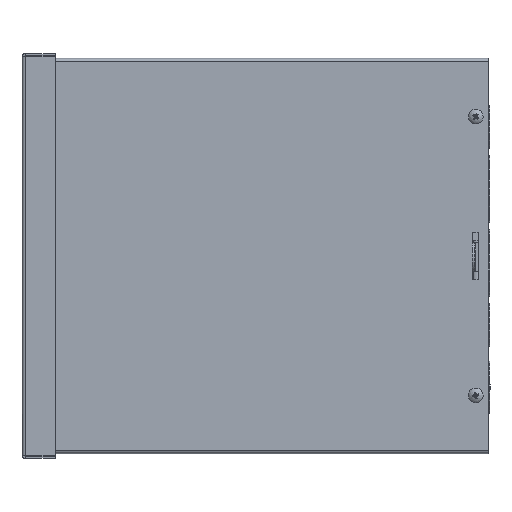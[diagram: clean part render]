
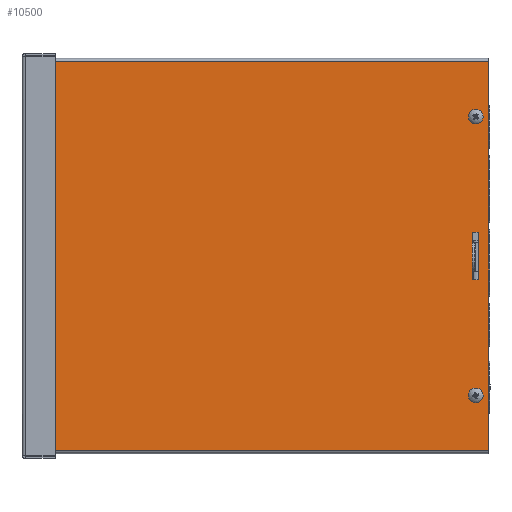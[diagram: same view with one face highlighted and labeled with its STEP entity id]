
A CAD part, front view. The second image highlights one B-rep face of the part: STEP entity #10500.
In plain terms, the highlighted face is planar.
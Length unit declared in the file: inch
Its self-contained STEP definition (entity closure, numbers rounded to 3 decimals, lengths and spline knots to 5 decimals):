
#9752=CARTESIAN_POINT('',(-0.172,2.656,0.062));
#9753=VERTEX_POINT('',#9752);
#9754=CARTESIAN_POINT('',(-0.3285,2.656,0.062));
#9755=DIRECTION('',(0.0,0.0,-1.0));
#9756=DIRECTION('',(-1.0,0.0,0.0));
#9757=AXIS2_PLACEMENT_3D('',#9754,#9755,#9756);
#9758=CIRCLE('',#9757,0.1565);
#9759=EDGE_CURVE('',#9753,#9753,#9758,.T.);
#9780=CARTESIAN_POINT('',(-7.485,2.656,0.062));
#9781=VERTEX_POINT('',#9780);
#9782=CARTESIAN_POINT('',(-7.6415,2.656,0.062));
#9783=DIRECTION('',(0.0,0.0,-1.0));
#9784=DIRECTION('',(-1.0,0.0,0.0));
#9785=AXIS2_PLACEMENT_3D('',#9782,#9783,#9784);
#9786=CIRCLE('',#9785,0.1565);
#9787=EDGE_CURVE('',#9781,#9781,#9786,.T.);
#9808=CARTESIAN_POINT('',(-0.172,-8.656,0.062));
#9809=VERTEX_POINT('',#9808);
#9810=CARTESIAN_POINT('',(-0.3285,-8.656,0.062));
#9811=DIRECTION('',(0.0,0.0,-1.0));
#9812=DIRECTION('',(-1.0,0.0,0.0));
#9813=AXIS2_PLACEMENT_3D('',#9810,#9811,#9812);
#9814=CIRCLE('',#9813,0.1565);
#9815=EDGE_CURVE('',#9809,#9809,#9814,.T.);
#9836=CARTESIAN_POINT('',(-7.485,-8.656,0.062));
#9837=VERTEX_POINT('',#9836);
#9838=CARTESIAN_POINT('',(-7.6415,-8.656,0.062));
#9839=DIRECTION('',(0.0,0.0,-1.0));
#9840=DIRECTION('',(-1.0,0.0,0.0));
#9841=AXIS2_PLACEMENT_3D('',#9838,#9839,#9840);
#9842=CIRCLE('',#9841,0.1565);
#9843=EDGE_CURVE('',#9837,#9837,#9842,.T.);
#9853=CARTESIAN_POINT('',(-4.6095,-8.56588,0.062));
#9854=VERTEX_POINT('',#9853);
#9855=CARTESIAN_POINT('',(-3.3595,-8.56588,0.062));
#9856=VERTEX_POINT('',#9855);
#9857=CARTESIAN_POINT('',(-4.6095,-8.56588,0.062));
#9858=DIRECTION('',(1.0,0.0,0.0));
#9859=VECTOR('',#9858,1.25);
#9860=LINE('',#9857,#9859);
#9861=EDGE_CURVE('',#9854,#9856,#9860,.T.);
#9893=CARTESIAN_POINT('',(-4.6095,-8.72213,0.062));
#9894=VERTEX_POINT('',#9893);
#9895=CARTESIAN_POINT('',(-4.6095,-8.72213,0.062));
#9896=DIRECTION('',(0.0,1.0,0.0));
#9897=VECTOR('',#9896,0.15625);
#9898=LINE('',#9895,#9897);
#9899=EDGE_CURVE('',#9894,#9854,#9898,.T.);
#9924=CARTESIAN_POINT('',(-3.3595,-8.72213,0.062));
#9925=VERTEX_POINT('',#9924);
#9926=CARTESIAN_POINT('',(-3.3595,-8.72213,0.062));
#9927=DIRECTION('',(-1.0,0.0,0.0));
#9928=VECTOR('',#9927,1.25);
#9929=LINE('',#9926,#9928);
#9930=EDGE_CURVE('',#9925,#9894,#9929,.T.);
#9962=CARTESIAN_POINT('',(-3.3595,-8.56588,0.062));
#9963=DIRECTION('',(0.0,-1.0,0.0));
#9964=VECTOR('',#9963,0.15625);
#9965=LINE('',#9962,#9964);
#9966=EDGE_CURVE('',#9856,#9925,#9965,.T.);
#9987=CARTESIAN_POINT('',(1.10925,3.,0.062));
#9988=VERTEX_POINT('',#9987);
#9996=CARTESIAN_POINT('',(1.10925,-9.,0.062));
#9997=VERTEX_POINT('',#9996);
#9998=CARTESIAN_POINT('',(1.10925,-9.0,0.062));
#9999=DIRECTION('',(0.0,1.0,0.0));
#10000=VECTOR('',#9999,12.);
#10001=LINE('',#9998,#10000);
#10002=EDGE_CURVE('',#9997,#9988,#10001,.T.);
#10223=CARTESIAN_POINT('',(-9.07925,-9.,0.062));
#10224=VERTEX_POINT('',#10223);
#10232=CARTESIAN_POINT('',(-9.07925,3.,0.062));
#10233=VERTEX_POINT('',#10232);
#10234=CARTESIAN_POINT('',(-9.07925,3.,0.062));
#10235=DIRECTION('',(0.0,-1.0,0.0));
#10236=VECTOR('',#10235,12.0);
#10237=LINE('',#10234,#10236);
#10238=EDGE_CURVE('',#10233,#10224,#10237,.T.);
#10450=CARTESIAN_POINT('',(-9.07925,3.,0.062));
#10451=DIRECTION('',(1.0,0.0,0.0));
#10452=VECTOR('',#10451,10.1885);
#10453=LINE('',#10450,#10452);
#10454=EDGE_CURVE('',#10233,#9988,#10453,.T.);
#10466=CARTESIAN_POINT('',(-3.985,-3.0,0.062));
#10467=DIRECTION('',(0.0,0.0,1.0));
#10468=DIRECTION('',(1.0,0.0,0.0));
#10469=AXIS2_PLACEMENT_3D('',#10466,#10467,#10468);
#10470=PLANE('',#10469);
#10471=ORIENTED_EDGE('',*,*,#10238,.T.);
#10472=CARTESIAN_POINT('',(1.10925,-9.,0.062));
#10473=DIRECTION('',(-1.0,0.0,0.0));
#10474=VECTOR('',#10473,10.1885);
#10475=LINE('',#10472,#10474);
#10476=EDGE_CURVE('',#9997,#10224,#10475,.T.);
#10477=ORIENTED_EDGE('',*,*,#10476,.F.);
#10478=ORIENTED_EDGE('',*,*,#10002,.T.);
#10479=ORIENTED_EDGE('',*,*,#10454,.F.);
#10480=EDGE_LOOP('',(#10471,#10477,#10478,#10479));
#10481=FACE_OUTER_BOUND('',#10480,.T.);
#10482=ORIENTED_EDGE('',*,*,#9759,.T.);
#10483=EDGE_LOOP('',(#10482));
#10484=FACE_BOUND('',#10483,.T.);
#10485=ORIENTED_EDGE('',*,*,#9787,.T.);
#10486=EDGE_LOOP('',(#10485));
#10487=FACE_BOUND('',#10486,.T.);
#10488=ORIENTED_EDGE('',*,*,#9815,.T.);
#10489=EDGE_LOOP('',(#10488));
#10490=FACE_BOUND('',#10489,.T.);
#10491=ORIENTED_EDGE('',*,*,#9843,.T.);
#10492=EDGE_LOOP('',(#10491));
#10493=FACE_BOUND('',#10492,.T.);
#10494=ORIENTED_EDGE('',*,*,#9861,.T.);
#10495=ORIENTED_EDGE('',*,*,#9966,.T.);
#10496=ORIENTED_EDGE('',*,*,#9930,.T.);
#10497=ORIENTED_EDGE('',*,*,#9899,.T.);
#10498=EDGE_LOOP('',(#10494,#10495,#10496,#10497));
#10499=FACE_BOUND('',#10498,.T.);
#10500=ADVANCED_FACE('',(#10481,#10484,#10487,#10490,#10493,#10499),#10470,.T.);
